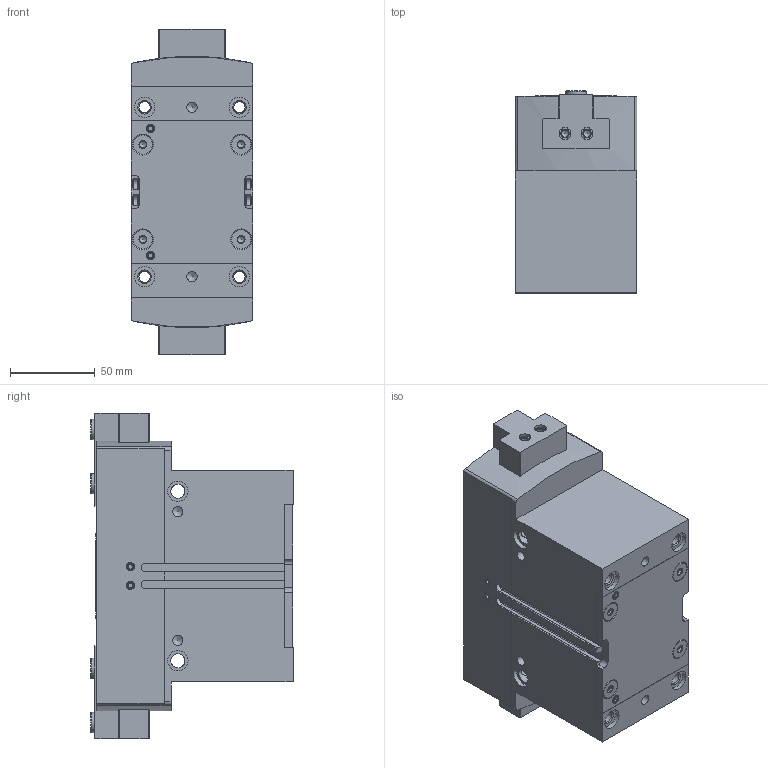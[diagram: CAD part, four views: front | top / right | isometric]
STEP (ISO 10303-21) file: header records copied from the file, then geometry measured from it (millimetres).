
FILE_DESCRIPTION(/* description */ ('STEP AP214'),/* implementation_level */ '2;1');
FILE_NAME(/* name */ '560229_HGPT-63-A-B-G1',/* time_stamp */ '2024-08-29T07:46:50+02:00',/* author */ ('License CC BY-ND 4.0'),/* organization */ ('CADENAS'),/* preprocessor_version */ 'ST-DEVELOPER v19.3',/* originating_system */ 'PARTsolutions',/* authorisation */ ' ');
FILE_SCHEMA (('AUTOMOTIVE_DESIGN {1 0 10303 214 3 1 1}'));
Length unit declared in the file: millimetre
Products named in the file (5): 560229 HGPT-63-A-B-G1---(0); 560229 HGPT-63-A-B-G1---(0)G; BBAC63240 HGPT-63-A-B-F; 8137185 ZBH-12-B; DIN-913 - M5x5
Assembly tree (13 placements, depth 2):
  560229 HGPT-63-A-B-G1---(0)
    560229 HGPT-63-A-B-G1---(0)G
    BBAC63240 HGPT-63-A-B-F  x2
    8137185 ZBH-12-B  x4
    DIN-913 - M5x5  x6
Bounding box: 72 x 119.3 x 192 mm (x, y, z)
Volume: 1083350.5 mm3; surface area: 140401.3 mm2
Topology: 13 solids, 13 shells, 651 faces, 1441 edges, 860 vertices
Faces by surface type: plane 340, cone 152, cylinder 139, torus 20
Full cylindrical faces by diameter (mm): 2.5 x1, 4.134 x10, 5 x6, 6 x4, 6.647 x4, 6.8 x8, 7 x4, 7.53 x4, 8.3 x4, 8.376 x4, 8.4 x2, 8.566 x2, 11 x4, 11.34 x4, 12 x10, 12.4 x4, 13.5 x2
Entity records: 16453 total; most frequent: CARTESIAN_POINT 2599, DIRECTION 2328, ORIENTED_EDGE 1970, EDGE_CURVE 985, AXIS2_PLACEMENT_3D 900, FACE_BOUND 692, EDGE_LOOP 674, VERTEX_POINT 665
